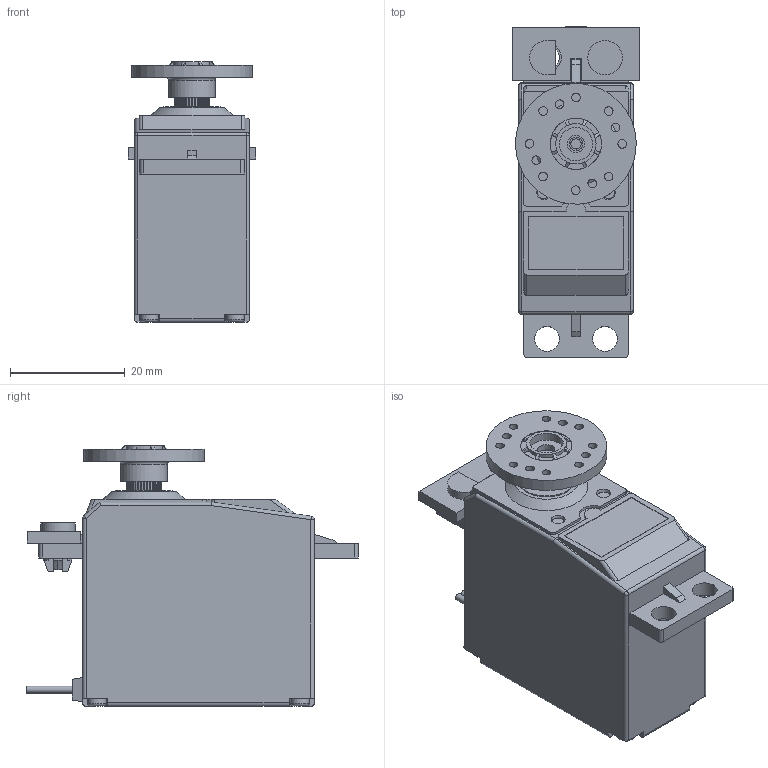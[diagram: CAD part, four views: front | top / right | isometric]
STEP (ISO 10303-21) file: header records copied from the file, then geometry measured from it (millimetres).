
FILE_DESCRIPTION(('FreeCAD Model'),'2;1');
FILE_NAME('servo-pin-assembly.step','2017-03-20T18:38:03',(''),(''), 'Open CASCADE STEP processor 6.8','FreeCAD','Unknown');
FILE_SCHEMA(('AUTOMOTIVE_DESIGN_CC2 { 1 2 10303 214 -1 1 5 4 }'));
Length unit declared in the file: millimetre
Products named in the file (6): ASSEMBLY; Servo-horn; Pin2; Test-part001; Pin-1; Servo-Futaba-3003-ready
Assembly tree (5 placements, depth 2):
  ASSEMBLY
    Servo-horn
    Pin2
    Test-part001
    Pin-1
    Servo-Futaba-3003-ready
Bounding box: 22.1 x 57.75 x 45.34 mm (x, y, z)
Volume: 30610.4 mm3; surface area: 10072.1 mm2
Topology: 8 solids, 16 shells, 491 faces, 1258 edges, 824 vertices
Faces by surface type: plane 358, cylinder 113, cone 7, torus 5, sphere 4, bspline 4
Full cylindrical faces by diameter (mm): 1.5 x12, 1.62 x8, 1.8 x1, 2 x8, 2.3 x1, 3 x1, 3.3 x4, 4.24 x1, 4.3 x4, 5 x2, 5.4 x1, 5.8 x1, 6 x2, 8.1 x1, 9.9 x1, 21 x1
Entity records: 34651 total; most frequent: CARTESIAN_POINT 6945, DIRECTION 4604, LINE 2810, VECTOR 2810, ORIENTED_EDGE 2508, PCURVE 2508, DEFINITIONAL_REPRESENTATION 2508, EDGE_CURVE 1254
